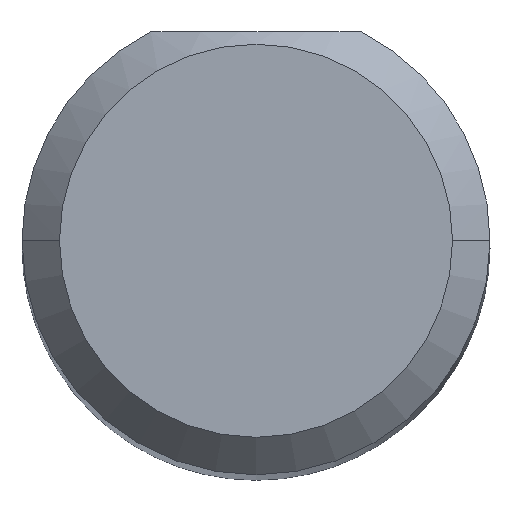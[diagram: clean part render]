
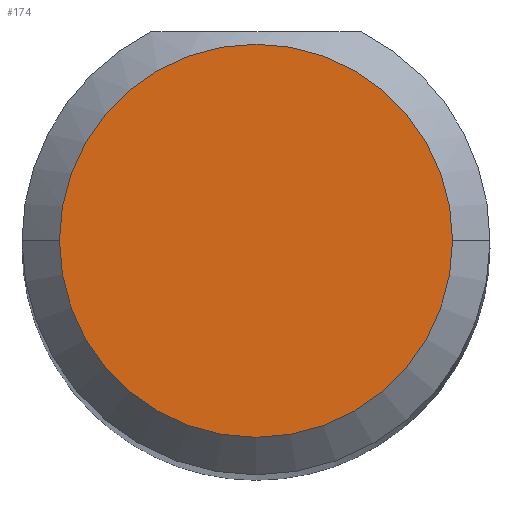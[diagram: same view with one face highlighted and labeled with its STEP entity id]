
A CAD part, top view. The second image highlights one B-rep face of the part: STEP entity #174.
In plain terms, the highlighted planar face has unit normal (0, 0, 1).
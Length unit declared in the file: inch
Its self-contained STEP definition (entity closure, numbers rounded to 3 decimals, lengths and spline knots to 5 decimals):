
#25 = DIRECTION ( 'NONE',  ( 0., 0., 1. ) ) ;
#42 = CARTESIAN_POINT ( 'NONE',  ( 0., 0., 2. ) ) ;
#48 = EDGE_CURVE ( 'NONE', #461, #476, #108, .T. ) ;
#65 = CARTESIAN_POINT ( 'NONE',  ( -0.07875, 0., 2. ) ) ;
#68 = CARTESIAN_POINT ( 'NONE',  ( 0.07875, 0., 2. ) ) ;
#75 = DIRECTION ( 'NONE',  ( 0., 0., 1. ) ) ;
#108 = CIRCLE ( 'NONE', #243, 0.07875 ) ;
#153 = DIRECTION ( 'NONE',  ( 1., 0., 0. ) ) ;
#162 = ORIENTED_EDGE ( 'NONE', *, *, #48, .T. ) ;
#174 = ADVANCED_FACE ( 'NONE', ( #500 ), #249, .T. ) ;
#188 = EDGE_CURVE ( 'NONE', #476, #461, #272, .T. ) ;
#206 = AXIS2_PLACEMENT_3D ( 'NONE', #42, #407, #504 ) ;
#211 = ORIENTED_EDGE ( 'NONE', *, *, #188, .T. ) ;
#215 = DIRECTION ( 'NONE',  ( 1., 0., 0. ) ) ;
#239 = CARTESIAN_POINT ( 'NONE',  ( 0., 0., 2. ) ) ;
#243 = AXIS2_PLACEMENT_3D ( 'NONE', #239, #25, #153 ) ;
#249 = PLANE ( 'NONE',  #206 ) ;
#272 = CIRCLE ( 'NONE', #485, 0.07875 ) ;
#407 = DIRECTION ( 'NONE',  ( 0., 0., 1. ) ) ;
#416 = EDGE_LOOP ( 'NONE', ( #211, #162 ) ) ;
#461 = VERTEX_POINT ( 'NONE', #68 ) ;
#476 = VERTEX_POINT ( 'NONE', #65 ) ;
#485 = AXIS2_PLACEMENT_3D ( 'NONE', #529, #75, #215 ) ;
#500 = FACE_OUTER_BOUND ( 'NONE', #416, .T. ) ;
#504 = DIRECTION ( 'NONE',  ( 1., 0., 0. ) ) ;
#529 = CARTESIAN_POINT ( 'NONE',  ( 0., 0., 2. ) ) ;
